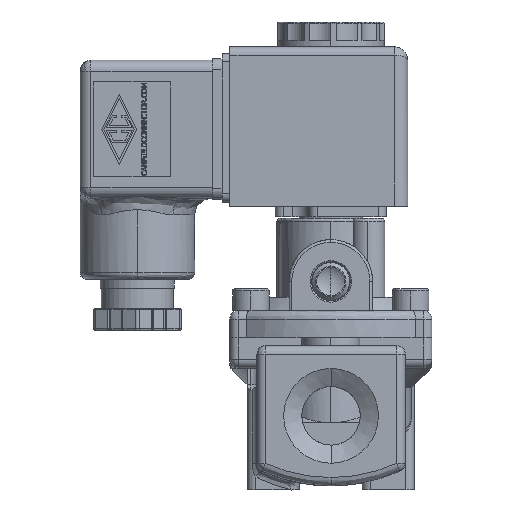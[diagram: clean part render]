
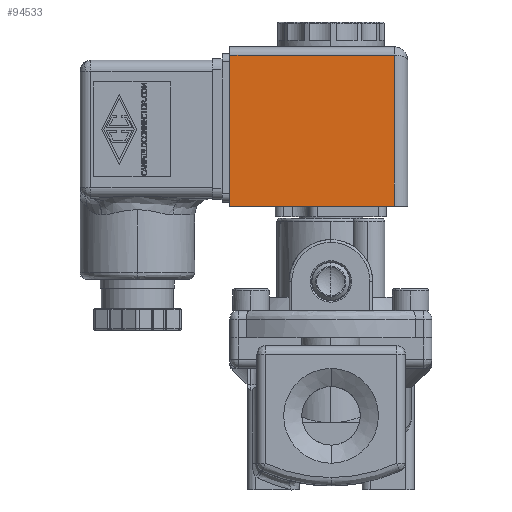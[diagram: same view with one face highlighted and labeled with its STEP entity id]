
A CAD part, left-side view. The second image highlights one B-rep face of the part: STEP entity #94533.
In plain terms, the highlighted planar face has unit normal (-1, 0, 0).
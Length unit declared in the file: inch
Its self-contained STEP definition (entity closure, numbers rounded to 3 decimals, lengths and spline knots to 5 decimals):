
#782 = VECTOR ( 'NONE', #18610, 39.37008 ) ;
#5625 = CARTESIAN_POINT ( 'NONE',  ( -0.581, 0.748, 2.675 ) ) ;
#10468 = CARTESIAN_POINT ( 'NONE',  ( -0.581, -0.471, 2.737 ) ) ;
#15965 = LINE ( 'NONE', #87953, #56535 ) ;
#18610 = DIRECTION ( 'NONE',  ( 0., 0., 1. ) ) ;
#22554 = CARTESIAN_POINT ( 'NONE',  ( -0.581, 0.748, 1.556 ) ) ;
#23428 = FACE_OUTER_BOUND ( 'NONE', #58254, .T. ) ;
#30889 = VERTEX_POINT ( 'NONE', #70319 ) ;
#35837 = DIRECTION ( 'NONE',  ( 0., -1., 0. ) ) ;
#37341 = ORIENTED_EDGE ( 'NONE', *, *, #62529, .T. ) ;
#38099 = DIRECTION ( 'NONE',  ( 0., 1., 0. ) ) ;
#38370 = CARTESIAN_POINT ( 'NONE',  ( -0.581, -0.571, 2.737 ) ) ;
#40048 = VECTOR ( 'NONE', #38099, 39.37008 ) ;
#41518 = ORIENTED_EDGE ( 'NONE', *, *, #52368, .T. ) ;
#46461 = DIRECTION ( 'NONE',  ( 0., 0., 1. ) ) ;
#47612 = DIRECTION ( 'NONE',  ( 0., 0., -1. ) ) ;
#48023 = AXIS2_PLACEMENT_3D ( 'NONE', #38370, #95019, #46461 ) ;
#52368 = EDGE_CURVE ( 'NONE', #100455, #30889, #101146, .T. ) ;
#53749 = ORIENTED_EDGE ( 'NONE', *, *, #94183, .T. ) ;
#56535 = VECTOR ( 'NONE', #47612, 39.37008 ) ;
#57700 = ORIENTED_EDGE ( 'NONE', *, *, #57940, .T. ) ;
#57940 = EDGE_CURVE ( 'NONE', #30889, #75771, #86856, .T. ) ;
#58254 = EDGE_LOOP ( 'NONE', ( #53749, #41518, #57700, #37341 ) ) ;
#61712 = PLANE ( 'NONE',  #48023 ) ;
#62529 = EDGE_CURVE ( 'NONE', #75771, #104619, #83059, .T. ) ;
#66517 = CARTESIAN_POINT ( 'NONE',  ( -0.581, -0.471, 2.675 ) ) ;
#70319 = CARTESIAN_POINT ( 'NONE',  ( -0.581, -0.471, 1.556 ) ) ;
#75771 = VERTEX_POINT ( 'NONE', #66517 ) ;
#83059 = LINE ( 'NONE', #86536, #40048 ) ;
#84306 = CARTESIAN_POINT ( 'NONE',  ( -0.581, -0.571, 1.556 ) ) ;
#86536 = CARTESIAN_POINT ( 'NONE',  ( -0.581, -0.571, 2.675 ) ) ;
#86856 = LINE ( 'NONE', #10468, #782 ) ;
#87953 = CARTESIAN_POINT ( 'NONE',  ( -0.581, 0.748, 2.737 ) ) ;
#88260 = VECTOR ( 'NONE', #35837, 39.37008 ) ;
#94183 = EDGE_CURVE ( 'NONE', #104619, #100455, #15965, .T. ) ;
#94533 = ADVANCED_FACE ( 'NONE', ( #23428 ), #61712, .T. ) ;
#95019 = DIRECTION ( 'NONE',  ( -1., 0., 0. ) ) ;
#100455 = VERTEX_POINT ( 'NONE', #22554 ) ;
#101146 = LINE ( 'NONE', #84306, #88260 ) ;
#104619 = VERTEX_POINT ( 'NONE', #5625 ) ;
